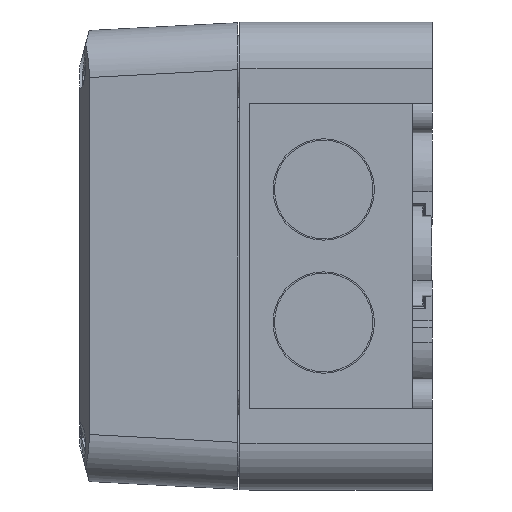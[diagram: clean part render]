
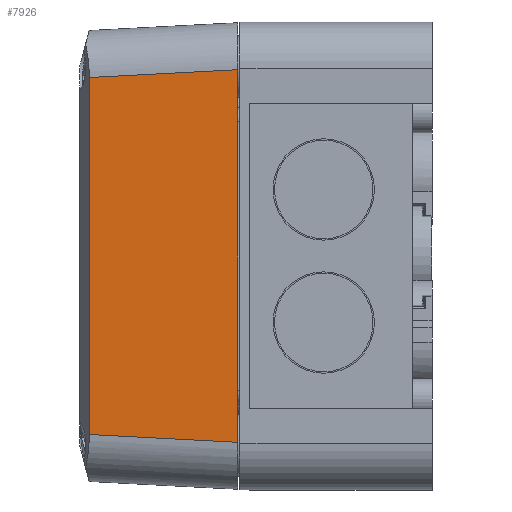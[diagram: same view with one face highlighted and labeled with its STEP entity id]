
A CAD part, left-side view. The second image highlights one B-rep face of the part: STEP entity #7926.
In plain terms, the highlighted face is planar.
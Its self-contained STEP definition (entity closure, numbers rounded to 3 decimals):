
#52 = ORIENTED_EDGE ( 'NONE', *, *, #2913, .T. ) ;
#1606 = ORIENTED_EDGE ( 'NONE', *, *, #7174, .T. ) ;
#2345 = LINE ( 'NONE', #18109, #2493 ) ;
#2493 = VECTOR ( 'NONE', #9491, 1000. ) ;
#2913 = EDGE_CURVE ( 'NONE', #6380, #14285, #2345, .T. ) ;
#3443 = ORIENTED_EDGE ( 'NONE', *, *, #15592, .T. ) ;
#4263 = VECTOR ( 'NONE', #16112, 1000. ) ;
#4325 = CARTESIAN_POINT ( 'NONE',  ( -37.839, -0.497, 47.376 ) ) ;
#4910 = VERTEX_POINT ( 'NONE', #13342 ) ;
#6120 = DIRECTION ( 'NONE',  ( 0., -0.999, 0.052 ) ) ;
#6380 = VERTEX_POINT ( 'NONE', #17296 ) ;
#6626 = EDGE_CURVE ( 'NONE', #14285, #9464, #18677, .T. ) ;
#7174 = EDGE_CURVE ( 'NONE', #9464, #4910, #22409, .T. ) ;
#7926 = ADVANCED_FACE ( 'NONE', ( #13345 ), #9849, .T. ) ;
#9066 = VECTOR ( 'NONE', #18325, 1000. ) ;
#9464 = VERTEX_POINT ( 'NONE', #19745 ) ;
#9491 = DIRECTION ( 'NONE',  ( -1., 0., 0. ) ) ;
#9849 = PLANE ( 'NONE',  #19297 ) ;
#12835 = LINE ( 'NONE', #17862, #4263 ) ;
#13342 = CARTESIAN_POINT ( 'NONE',  ( 37.813, 0., 47.35 ) ) ;
#13345 = FACE_OUTER_BOUND ( 'NONE', #15095, .T. ) ;
#14285 = VERTEX_POINT ( 'NONE', #22996 ) ;
#14422 = DIRECTION ( 'NONE',  ( 1., 0., 0. ) ) ;
#15095 = EDGE_LOOP ( 'NONE', ( #52, #21083, #1606, #3443 ) ) ;
#15592 = EDGE_CURVE ( 'NONE', #4910, #6380, #12835, .T. ) ;
#16112 = DIRECTION ( 'NONE',  ( -0.052, 0.997, -0.052 ) ) ;
#16949 = DIRECTION ( 'NONE',  ( 0., 0.052, 0.999 ) ) ;
#17106 = VECTOR ( 'NONE', #14422, 1000. ) ;
#17296 = CARTESIAN_POINT ( 'NONE',  ( 36.236, 30.098, 45.773 ) ) ;
#17862 = CARTESIAN_POINT ( 'NONE',  ( 37.58, 4.439, 47.117 ) ) ;
#18109 = CARTESIAN_POINT ( 'NONE',  ( -47.35, 30.098, 45.773 ) ) ;
#18325 = DIRECTION ( 'NONE',  ( -0.052, -0.997, 0.052 ) ) ;
#18677 = LINE ( 'NONE', #4325, #9066 ) ;
#18926 = CARTESIAN_POINT ( 'NONE',  ( -47.35, 0., 47.35 ) ) ;
#19297 = AXIS2_PLACEMENT_3D ( 'NONE', #18926, #16949, #6120 ) ;
#19745 = CARTESIAN_POINT ( 'NONE',  ( -37.813, 0., 47.35 ) ) ;
#21083 = ORIENTED_EDGE ( 'NONE', *, *, #6626, .T. ) ;
#22409 = LINE ( 'NONE', #22855, #17106 ) ;
#22855 = CARTESIAN_POINT ( 'NONE',  ( -47.35, 0., 47.35 ) ) ;
#22996 = CARTESIAN_POINT ( 'NONE',  ( -36.236, 30.098, 45.773 ) ) ;
